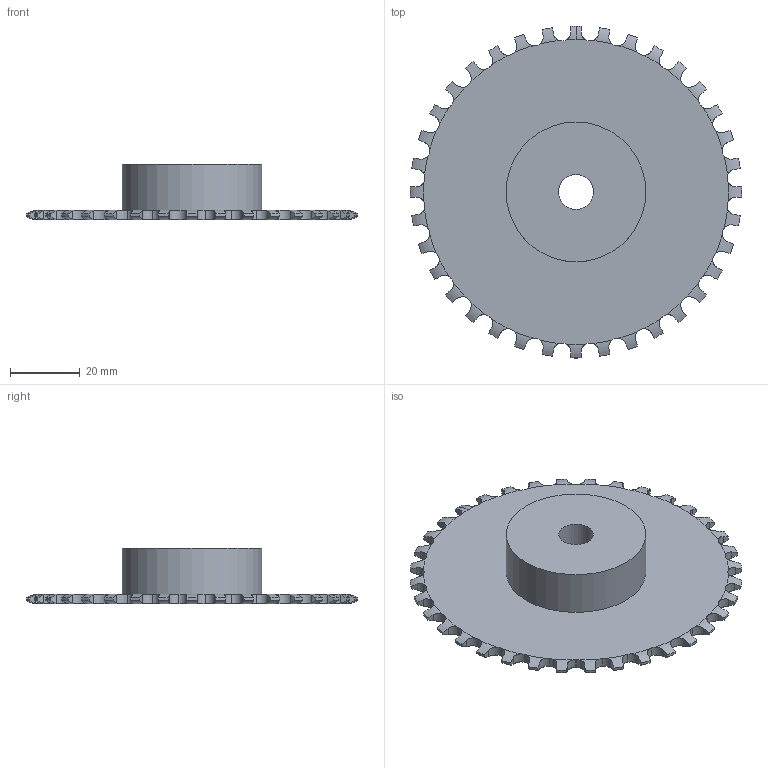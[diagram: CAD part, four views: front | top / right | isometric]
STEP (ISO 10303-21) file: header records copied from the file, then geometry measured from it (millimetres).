
FILE_DESCRIPTION(('FreeCAD Model'),'2;1');
FILE_NAME('Open CASCADE Shape Model','2021-03-07T16:54:18',( 'Simone Bignetti'),(''),'Open CASCADE STEP processor 7.4','FreeCAD', 'Unknown');
FILE_SCHEMA(('AUTOMOTIVE_DESIGN { 1 0 10303 214 1 1 1 1 }'));
Length unit declared in the file: millimetre
Products named in the file (1): Hole
Bounding box: 95 x 95 x 16 mm (x, y, z)
Volume: 33088.8 mm3; surface area: 15919.6 mm2
Topology: 1 solids, 1 shells, 332 faces, 985 edges, 657 vertices
Faces by surface type: cylinder 182, plane 76, revolution 74
Full cylindrical faces by diameter (mm): 10 x1, 40 x1
Entity records: 34068 total; most frequent: CARTESIAN_POINT 15989, DIRECTION 2947, ORIENTED_EDGE 1970, PCURVE 1970, DEFINITIONAL_REPRESENTATION 1970, LINE 1496, VECTOR 1496, EDGE_CURVE 985
